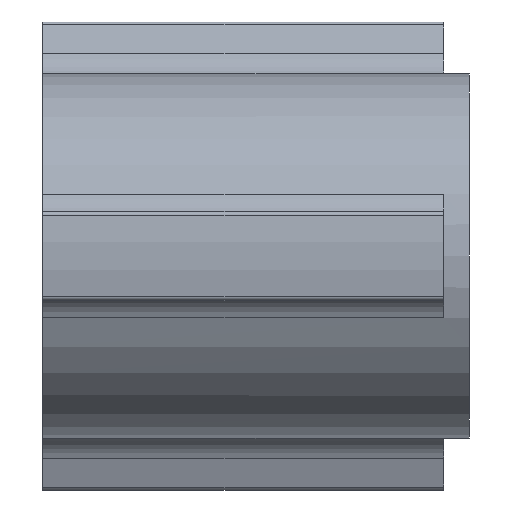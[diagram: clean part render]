
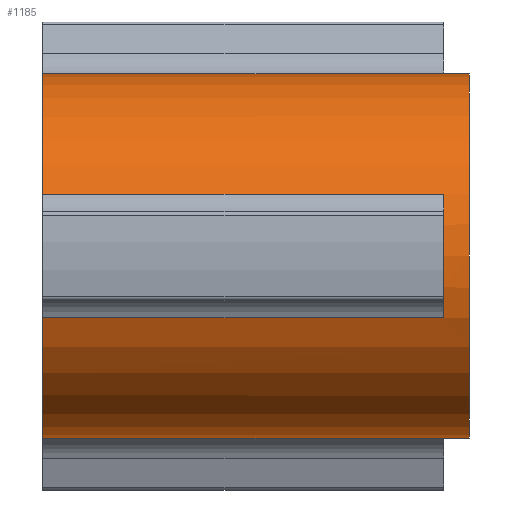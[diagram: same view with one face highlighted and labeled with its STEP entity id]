
A CAD part, front view. The second image highlights one B-rep face of the part: STEP entity #1185.
In plain terms, the highlighted cylindrical face has radius 8.25 mm (diameter 16.5 mm), a partial arc.
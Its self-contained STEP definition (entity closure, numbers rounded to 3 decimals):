
#8 = ORIENTED_EDGE ( 'NONE', *, *, #835, .F. ) ;
#11 = DIRECTION ( 'NONE',  ( 0., 0., 1. ) ) ;
#22 = AXIS2_PLACEMENT_3D ( 'NONE', #308, #945, #184 ) ;
#30 = CIRCLE ( 'NONE', #935, 8.25 ) ;
#108 = ORIENTED_EDGE ( 'NONE', *, *, #774, .T. ) ;
#114 = EDGE_CURVE ( 'NONE', #1195, #258, #1009, .T. ) ;
#119 = VERTEX_POINT ( 'NONE', #1361 ) ;
#142 = CARTESIAN_POINT ( 'NONE',  ( -1.173, 0., 0. ) ) ;
#161 = CIRCLE ( 'NONE', #732, 8.25 ) ;
#184 = DIRECTION ( 'NONE',  ( 0., 0., 1. ) ) ;
#185 = DIRECTION ( 'NONE',  ( 0., 0., 1. ) ) ;
#252 = ORIENTED_EDGE ( 'NONE', *, *, #545, .T. ) ;
#258 = VERTEX_POINT ( 'NONE', #771 ) ;
#268 = DIRECTION ( 'NONE',  ( 1., 0., 0. ) ) ;
#297 = DIRECTION ( 'NONE',  ( -1., 0., 0. ) ) ;
#308 = CARTESIAN_POINT ( 'NONE',  ( -19.323, 0., 0. ) ) ;
#325 = CARTESIAN_POINT ( 'NONE',  ( -19.323, 0., -8.25 ) ) ;
#345 = DIRECTION ( 'NONE',  ( -1., 0., 0. ) ) ;
#380 = DIRECTION ( 'NONE',  ( -1., 0., 0. ) ) ;
#431 = VECTOR ( 'NONE', #345, 1000. ) ;
#527 = CARTESIAN_POINT ( 'NONE',  ( -20.18, -7.761, -2.798 ) ) ;
#545 = EDGE_CURVE ( 'NONE', #1562, #766, #558, .T. ) ;
#558 = CIRCLE ( 'NONE', #972, 8.25 ) ;
#603 = VECTOR ( 'NONE', #756, 1000. ) ;
#626 = DIRECTION ( 'NONE',  ( 0., 0., 1. ) ) ;
#723 = CARTESIAN_POINT ( 'NONE',  ( -20.18, 0., -8.25 ) ) ;
#732 = AXIS2_PLACEMENT_3D ( 'NONE', #1103, #380, #626 ) ;
#735 = EDGE_LOOP ( 'NONE', ( #1308, #252, #108, #8, #1187, #1299, #1314, #811 ) ) ;
#742 = EDGE_CURVE ( 'NONE', #119, #864, #1127, .T. ) ;
#752 = CARTESIAN_POINT ( 'NONE',  ( -19.323, 0., 8.25 ) ) ;
#756 = DIRECTION ( 'NONE',  ( -1., 0., 0. ) ) ;
#766 = VERTEX_POINT ( 'NONE', #1231 ) ;
#771 = CARTESIAN_POINT ( 'NONE',  ( -19.323, -7.761, -2.798 ) ) ;
#774 = EDGE_CURVE ( 'NONE', #766, #1174, #989, .T. ) ;
#782 = EDGE_CURVE ( 'NONE', #1195, #864, #30, .T. ) ;
#798 = CARTESIAN_POINT ( 'NONE',  ( -1.173, -7.761, 2.798 ) ) ;
#811 = ORIENTED_EDGE ( 'NONE', *, *, #970, .F. ) ;
#835 = EDGE_CURVE ( 'NONE', #119, #1174, #161, .T. ) ;
#843 = VECTOR ( 'NONE', #297, 1000. ) ;
#864 = VERTEX_POINT ( 'NONE', #798 ) ;
#878 = CIRCLE ( 'NONE', #22, 8.25 ) ;
#884 = CARTESIAN_POINT ( 'NONE',  ( -20.18, 0., 8.25 ) ) ;
#935 = AXIS2_PLACEMENT_3D ( 'NONE', #142, #997, #1120 ) ;
#945 = DIRECTION ( 'NONE',  ( -1., 0., 0. ) ) ;
#970 = EDGE_CURVE ( 'NONE', #990, #258, #878, .T. ) ;
#972 = AXIS2_PLACEMENT_3D ( 'NONE', #1137, #1279, #185 ) ;
#984 = FACE_OUTER_BOUND ( 'NONE', #735, .T. ) ;
#989 = LINE ( 'NONE', #884, #603 ) ;
#990 = VERTEX_POINT ( 'NONE', #325 ) ;
#997 = DIRECTION ( 'NONE',  ( -1., 0., 0. ) ) ;
#999 = AXIS2_PLACEMENT_3D ( 'NONE', #1227, #1106, #11 ) ;
#1006 = EDGE_CURVE ( 'NONE', #1562, #990, #1200, .T. ) ;
#1009 = LINE ( 'NONE', #527, #843 ) ;
#1103 = CARTESIAN_POINT ( 'NONE',  ( -19.323, 0., 0. ) ) ;
#1106 = DIRECTION ( 'NONE',  ( -1., 0., 0. ) ) ;
#1111 = CARTESIAN_POINT ( 'NONE',  ( -20.18, -7.761, 2.798 ) ) ;
#1120 = DIRECTION ( 'NONE',  ( 0., -0.866, -0.5 ) ) ;
#1127 = LINE ( 'NONE', #1111, #1282 ) ;
#1137 = CARTESIAN_POINT ( 'NONE',  ( 0., 0., 0. ) ) ;
#1144 = CARTESIAN_POINT ( 'NONE',  ( 0., 0., -8.25 ) ) ;
#1174 = VERTEX_POINT ( 'NONE', #752 ) ;
#1185 = ADVANCED_FACE ( 'NONE', ( #984 ), #1220, .T. ) ;
#1187 = ORIENTED_EDGE ( 'NONE', *, *, #742, .T. ) ;
#1195 = VERTEX_POINT ( 'NONE', #1476 ) ;
#1200 = LINE ( 'NONE', #723, #431 ) ;
#1220 = CYLINDRICAL_SURFACE ( 'NONE', #999, 8.25 ) ;
#1227 = CARTESIAN_POINT ( 'NONE',  ( -20.18, 0., 0. ) ) ;
#1231 = CARTESIAN_POINT ( 'NONE',  ( 0., 0., 8.25 ) ) ;
#1279 = DIRECTION ( 'NONE',  ( -1., 0., 0. ) ) ;
#1282 = VECTOR ( 'NONE', #268, 1000. ) ;
#1299 = ORIENTED_EDGE ( 'NONE', *, *, #782, .F. ) ;
#1308 = ORIENTED_EDGE ( 'NONE', *, *, #1006, .F. ) ;
#1314 = ORIENTED_EDGE ( 'NONE', *, *, #114, .T. ) ;
#1361 = CARTESIAN_POINT ( 'NONE',  ( -19.323, -7.761, 2.798 ) ) ;
#1476 = CARTESIAN_POINT ( 'NONE',  ( -1.173, -7.761, -2.798 ) ) ;
#1562 = VERTEX_POINT ( 'NONE', #1144 ) ;
